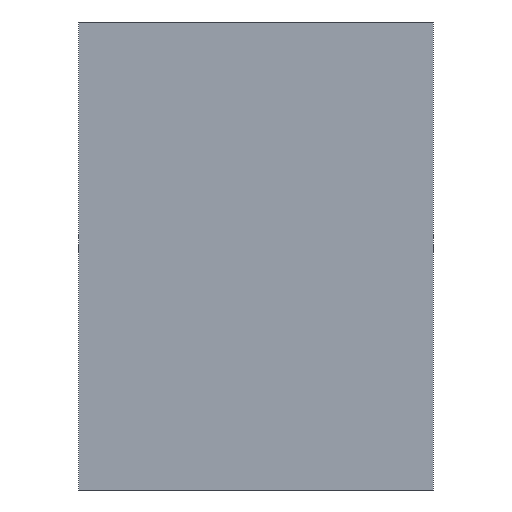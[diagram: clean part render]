
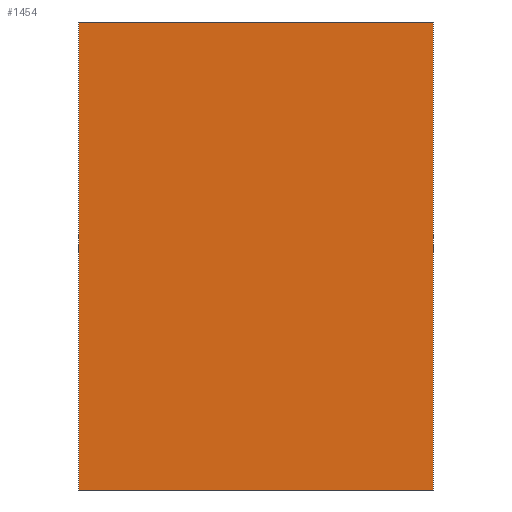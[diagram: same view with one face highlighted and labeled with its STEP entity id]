
A CAD part, left-side view. The second image highlights one B-rep face of the part: STEP entity #1454.
In plain terms, the highlighted planar face has unit normal (-1, 0, 0).
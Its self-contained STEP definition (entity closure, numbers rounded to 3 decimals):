
#493 = VERTEX_POINT('',#494);
#494 = CARTESIAN_POINT('',(-70.,75.,198.));
#502 = EDGE_CURVE('',#503,#493,#505,.T.);
#503 = VERTEX_POINT('',#504);
#504 = CARTESIAN_POINT('',(-70.,-75.,198.));
#505 = LINE('',#506,#507);
#506 = CARTESIAN_POINT('',(-70.,-75.,198.));
#507 = VECTOR('',#508,1.);
#508 = DIRECTION('',(0.,1.,0.));
#1427 = EDGE_CURVE('',#1428,#493,#1430,.T.);
#1428 = VERTEX_POINT('',#1429);
#1429 = CARTESIAN_POINT('',(-70.,75.,0.));
#1430 = LINE('',#1431,#1432);
#1431 = CARTESIAN_POINT('',(-70.,75.,0.));
#1432 = VECTOR('',#1433,1.);
#1433 = DIRECTION('',(0.,0.,1.));
#1454 = ADVANCED_FACE('',(#1455),#1473,.T.);
#1455 = FACE_BOUND('',#1456,.T.);
#1456 = EDGE_LOOP('',(#1457,#1465,#1466,#1467));
#1457 = ORIENTED_EDGE('',*,*,#1458,.T.);
#1458 = EDGE_CURVE('',#1459,#503,#1461,.T.);
#1459 = VERTEX_POINT('',#1460);
#1460 = CARTESIAN_POINT('',(-70.,-75.,0.));
#1461 = LINE('',#1462,#1463);
#1462 = CARTESIAN_POINT('',(-70.,-75.,0.));
#1463 = VECTOR('',#1464,1.);
#1464 = DIRECTION('',(0.,0.,1.));
#1465 = ORIENTED_EDGE('',*,*,#502,.T.);
#1466 = ORIENTED_EDGE('',*,*,#1427,.F.);
#1467 = ORIENTED_EDGE('',*,*,#1468,.F.);
#1468 = EDGE_CURVE('',#1459,#1428,#1469,.T.);
#1469 = LINE('',#1470,#1471);
#1470 = CARTESIAN_POINT('',(-70.,-75.,0.));
#1471 = VECTOR('',#1472,1.);
#1472 = DIRECTION('',(0.,1.,0.));
#1473 = PLANE('',#1474);
#1474 = AXIS2_PLACEMENT_3D('',#1475,#1476,#1477);
#1475 = CARTESIAN_POINT('',(-70.,-75.,0.));
#1476 = DIRECTION('',(-1.,0.,0.));
#1477 = DIRECTION('',(0.,1.,0.));
